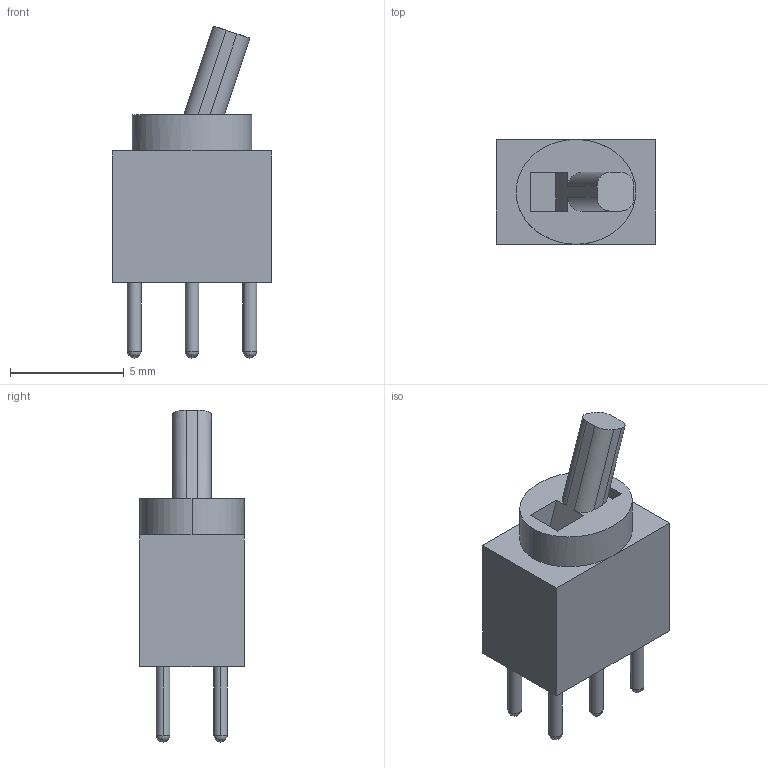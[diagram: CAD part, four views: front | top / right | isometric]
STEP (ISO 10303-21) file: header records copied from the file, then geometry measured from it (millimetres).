
FILE_DESCRIPTION (( 'STEP AP214' ), '1' );
FILE_NAME ('84F22C35-2F4F-449A-9E96-C12379823E20.STEP', '2023-02-20T01:52:03', ( '' ), ( '' ), 'SwSTEP 2.0', 'SolidWorks 2022', '' );
FILE_SCHEMA (( 'AUTOMOTIVE_DESIGN' ));
Length unit declared in the file: millimetre
Products named in the file (1): 84F22C35-2F4F-449A-9E96-C12379823E20
Bounding box: 7 x 4.6 x 14.59 mm (x, y, z)
Volume: 226.5 mm3; surface area: 299.6 mm2
Topology: 1 solids, 1 shells, 45 faces, 118 edges, 70 vertices
Faces by surface type: plane 21, cylinder 16, bspline 8
Entity records: 1909 total; most frequent: CARTESIAN_POINT 376, ORIENTED_EDGE 212, DIRECTION 198, EDGE_CURVE 106, VERTEX_POINT 70, AXIS2_PLACEMENT_3D 66, VECTOR 66, LINE 66
